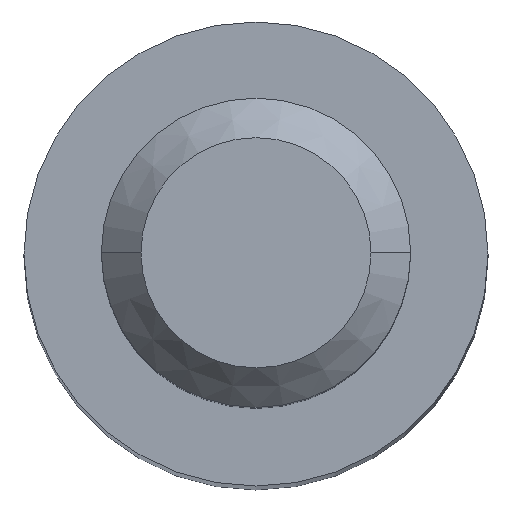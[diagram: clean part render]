
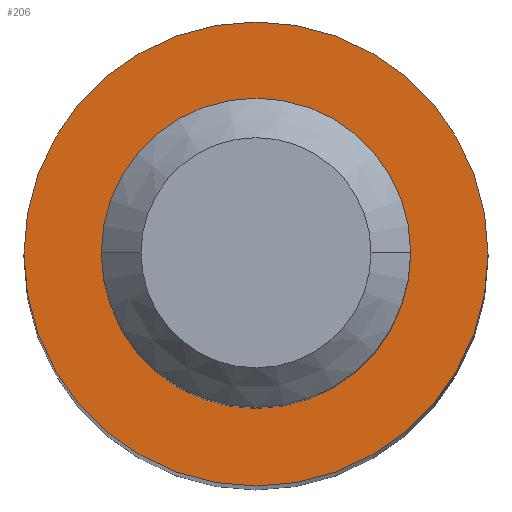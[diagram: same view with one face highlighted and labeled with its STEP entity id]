
A CAD part, top view. The second image highlights one B-rep face of the part: STEP entity #206.
In plain terms, the highlighted planar face has unit normal (0, 0, 1).
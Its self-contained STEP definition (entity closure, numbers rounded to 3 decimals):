
#142=CARTESIAN_POINT('POINT9',(-0.095,0.,0.));
#143=VERTEX_POINT('VERTEX9',#142);
#150=CARTESIAN_POINT('POINT10',(0.095,0.,0.
   ));
#151=VERTEX_POINT('VERTEX10',#150);
#152=CARTESIAN_POINT('POS16',(0.,0.,0.));
#153=DIRECTION('DIR24',(0.,0.,-1.));
#154=DIRECTION('DIR25',(1.,0.,0.));
#155=AXIS2_PLACEMENT_3D('AXIS9',#152,#153,#154);
#156=CIRCLE('ELLIPSE5',#155,0.095);
#157=EDGE_CURVE('EDGE16',#151,#143,#156,.T.);
#177=EDGE_CURVE('EDGE18',#143,#151,#156,.T.);
#182=ORIENTED_EDGE('COEDGE35',*,*,#177,.T.);
#183=ORIENTED_EDGE('COEDGE36',*,*,#157,.T.);
#184=EDGE_LOOP('NONE',(#182,#183));
#185=FACE_BOUND('LOOP1',#184,.T.);
#186=CARTESIAN_POINT('POINT11',(0.188,0.,0.));
#187=VERTEX_POINT('VERTEX11',#186);
#188=CARTESIAN_POINT('POINT12',(-0.188,0.,
   0.));
#189=VERTEX_POINT('VERTEX12',#188);
#190=CARTESIAN_POINT('POS19',(0.,0.,0.));
#191=DIRECTION('DIR29',(0.,0.,1.));
#192=DIRECTION('DIR30',(1.,0.,0.));
#193=AXIS2_PLACEMENT_3D('AXIS11',#190,#191,#192);
#194=CIRCLE('ELLIPSE6',#193,0.188);
#195=EDGE_CURVE('EDGE19',#187,#189,#194,.T.);
#196=ORIENTED_EDGE('COEDGE37',*,*,#195,.T.);
#197=EDGE_CURVE('EDGE20',#189,#187,#194,.T.);
#198=ORIENTED_EDGE('COEDGE38',*,*,#197,.T.);
#199=EDGE_LOOP('NONE',(#196,#198));
#200=FACE_BOUND('LOOP1',#199,.T.);
#201=CARTESIAN_POINT('POS20',(0.,0.,0.));
#202=DIRECTION('DIR31',(0.,0.,1.));
#203=DIRECTION('DIR32',(1.,0.,0.));
#204=AXIS2_PLACEMENT_3D('AXIS12',#201,#202,#203);
#205=PLANE('PLANE2',#204);
#206=ADVANCED_FACE('FACE10',(#185,#200),#205,.T.);
